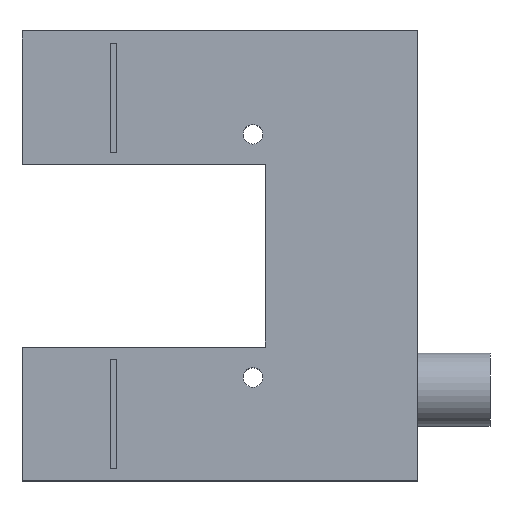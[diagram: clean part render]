
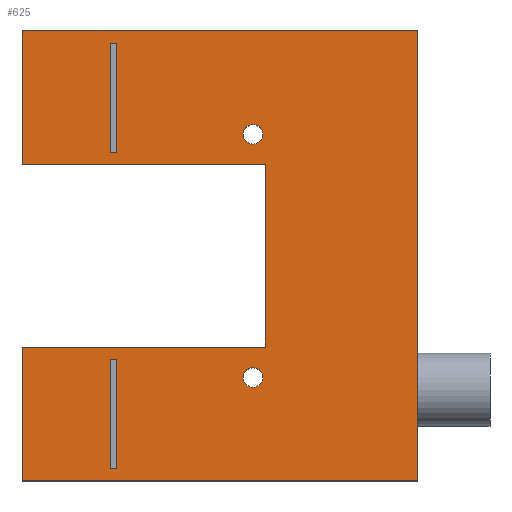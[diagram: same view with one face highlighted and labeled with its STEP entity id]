
A CAD part, top view. The second image highlights one B-rep face of the part: STEP entity #625.
In plain terms, the highlighted planar face has unit normal (0, 0, 1).
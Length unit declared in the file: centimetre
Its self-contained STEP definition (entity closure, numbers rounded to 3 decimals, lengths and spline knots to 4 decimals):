
#85=CIRCLE('',#660,0.1621);
#86=CIRCLE('',#661,0.1621);
#93=VERTEX_POINT('',#815);
#94=VERTEX_POINT('',#817);
#96=VERTEX_POINT('',#823);
#98=VERTEX_POINT('',#829);
#101=VERTEX_POINT('',#840);
#102=VERTEX_POINT('',#842);
#104=VERTEX_POINT('',#848);
#106=VERTEX_POINT('',#854);
#107=VERTEX_POINT('',#862);
#108=VERTEX_POINT('',#863);
#109=VERTEX_POINT('',#865);
#110=VERTEX_POINT('',#867);
#111=VERTEX_POINT('',#869);
#112=VERTEX_POINT('',#871);
#113=VERTEX_POINT('',#873);
#114=VERTEX_POINT('',#875);
#115=VERTEX_POINT('',#878);
#116=VERTEX_POINT('',#880);
#147=VECTOR('',#692,1.);
#150=VECTOR('',#696,1.);
#153=VECTOR('',#700,1.);
#156=VECTOR('',#704,1.);
#159=VECTOR('',#709,1.);
#162=VECTOR('',#713,1.);
#165=VECTOR('',#717,1.);
#168=VECTOR('',#721,1.);
#169=VECTOR('',#724,1.);
#170=VECTOR('',#725,1.);
#171=VECTOR('',#726,1.);
#172=VECTOR('',#727,1.);
#173=VECTOR('',#728,1.);
#174=VECTOR('',#729,1.);
#175=VECTOR('',#730,1.);
#176=VECTOR('',#731,1.);
#219=LINE('',#816,#147);
#222=LINE('',#822,#150);
#225=LINE('',#828,#153);
#228=LINE('',#833,#156);
#231=LINE('',#841,#159);
#234=LINE('',#847,#162);
#237=LINE('',#853,#165);
#240=LINE('',#858,#168);
#241=LINE('',#861,#169);
#242=LINE('',#864,#170);
#243=LINE('',#866,#171);
#244=LINE('',#868,#172);
#245=LINE('',#870,#173);
#246=LINE('',#872,#174);
#247=LINE('',#874,#175);
#248=LINE('',#876,#176);
#291=EDGE_CURVE('',#94,#93,#219,.T.);
#294=EDGE_CURVE('',#96,#94,#222,.T.);
#297=EDGE_CURVE('',#98,#96,#225,.T.);
#300=EDGE_CURVE('',#93,#98,#228,.T.);
#303=EDGE_CURVE('',#102,#101,#231,.T.);
#306=EDGE_CURVE('',#104,#102,#234,.T.);
#309=EDGE_CURVE('',#106,#104,#237,.T.);
#312=EDGE_CURVE('',#101,#106,#240,.T.);
#313=EDGE_CURVE('',#107,#108,#241,.T.);
#314=EDGE_CURVE('',#109,#107,#242,.T.);
#315=EDGE_CURVE('',#110,#109,#243,.T.);
#316=EDGE_CURVE('',#111,#110,#244,.T.);
#317=EDGE_CURVE('',#112,#111,#245,.T.);
#318=EDGE_CURVE('',#113,#112,#246,.T.);
#319=EDGE_CURVE('',#114,#113,#247,.T.);
#320=EDGE_CURVE('',#108,#114,#248,.T.);
#321=EDGE_CURVE('',#115,#115,#85,.T.);
#322=EDGE_CURVE('',#116,#116,#86,.T.);
#407=ORIENTED_EDGE('',*,*,#313,.F.);
#408=ORIENTED_EDGE('',*,*,#314,.F.);
#409=ORIENTED_EDGE('',*,*,#315,.F.);
#410=ORIENTED_EDGE('',*,*,#316,.F.);
#411=ORIENTED_EDGE('',*,*,#317,.F.);
#412=ORIENTED_EDGE('',*,*,#318,.F.);
#413=ORIENTED_EDGE('',*,*,#319,.F.);
#414=ORIENTED_EDGE('',*,*,#320,.F.);
#415=ORIENTED_EDGE('',*,*,#321,.T.);
#416=ORIENTED_EDGE('',*,*,#322,.T.);
#417=ORIENTED_EDGE('',*,*,#303,.T.);
#418=ORIENTED_EDGE('',*,*,#312,.T.);
#419=ORIENTED_EDGE('',*,*,#309,.T.);
#420=ORIENTED_EDGE('',*,*,#306,.T.);
#421=ORIENTED_EDGE('',*,*,#291,.T.);
#422=ORIENTED_EDGE('',*,*,#300,.T.);
#423=ORIENTED_EDGE('',*,*,#297,.T.);
#424=ORIENTED_EDGE('',*,*,#294,.T.);
#533=EDGE_LOOP('',(#407,#408,#409,#410,#411,#412,#413,#414));
#534=EDGE_LOOP('',(#415));
#535=EDGE_LOOP('',(#416));
#536=EDGE_LOOP('',(#417,#418,#419,#420));
#537=EDGE_LOOP('',(#421,#422,#423,#424));
#579=FACE_BOUND('',#533,.T.);
#580=FACE_BOUND('',#534,.T.);
#581=FACE_BOUND('',#535,.T.);
#582=FACE_BOUND('',#536,.T.);
#583=FACE_BOUND('',#537,.T.);
#625=ADVANCED_FACE('',(#579,#580,#581,#582,#583),#986,.T.);
#659=AXIS2_PLACEMENT_3D('',#860,#723,$);
#660=AXIS2_PLACEMENT_3D('',#877,#732,#733);
#661=AXIS2_PLACEMENT_3D('',#879,#734,#735);
#692=DIRECTION('',(1.,0.,0.));
#696=DIRECTION('',(0.,1.,0.));
#700=DIRECTION('',(-1.,0.,0.));
#704=DIRECTION('',(0.,-1.,0.));
#709=DIRECTION('',(-1.,0.,0.));
#713=DIRECTION('',(0.,-1.,0.));
#717=DIRECTION('',(1.,0.,0.));
#721=DIRECTION('',(0.,1.,0.));
#723=DIRECTION('',(0.,0.,1.));
#724=DIRECTION('',(0.,1.,0.));
#725=DIRECTION('',(-1.,0.,0.));
#726=DIRECTION('',(0.,-1.,0.));
#727=DIRECTION('',(1.,0.,0.));
#728=DIRECTION('',(0.,1.,0.));
#729=DIRECTION('',(-1.,0.,0.));
#730=DIRECTION('',(0.,1.,0.));
#731=DIRECTION('',(1.,0.,0.));
#732=DIRECTION('',(0.,0.,-1.));
#733=DIRECTION('',(0.,0.162,0.));
#734=DIRECTION('',(0.,0.,-1.));
#735=DIRECTION('',(0.,0.162,0.));
#815=CARTESIAN_POINT('',(1.55,2.,3.));
#816=CARTESIAN_POINT('',(2.4029,2.,3.));
#817=CARTESIAN_POINT('',(1.45,2.,3.));
#822=CARTESIAN_POINT('',(1.45,2.4,3.));
#823=CARTESIAN_POINT('',(1.45,0.2,3.));
#828=CARTESIAN_POINT('',(2.4029,0.2,3.));
#829=CARTESIAN_POINT('',(1.55,0.2,3.));
#833=CARTESIAN_POINT('',(1.55,2.4,3.));
#840=CARTESIAN_POINT('',(1.45,5.4,3.));
#841=CARTESIAN_POINT('',(2.4029,5.4,3.));
#842=CARTESIAN_POINT('',(1.55,5.4,3.));
#847=CARTESIAN_POINT('',(1.55,5.,3.));
#848=CARTESIAN_POINT('',(1.55,7.2,3.));
#853=CARTESIAN_POINT('',(2.4029,7.2,3.));
#854=CARTESIAN_POINT('',(1.45,7.2,3.));
#858=CARTESIAN_POINT('',(1.45,5.,3.));
#860=CARTESIAN_POINT('',(3.3059,3.7,3.));
#861=CARTESIAN_POINT('',(0.,2.2,3.));
#862=CARTESIAN_POINT('',(0.,0.,3.));
#863=CARTESIAN_POINT('',(0.,2.2,3.));
#864=CARTESIAN_POINT('',(0.,0.,3.));
#865=CARTESIAN_POINT('',(6.5,0.,3.));
#866=CARTESIAN_POINT('',(6.5,0.,3.));
#867=CARTESIAN_POINT('',(6.5,7.4,3.));
#868=CARTESIAN_POINT('',(6.5,7.4,3.));
#869=CARTESIAN_POINT('',(0.,7.4,3.));
#870=CARTESIAN_POINT('',(0.,7.4,3.));
#871=CARTESIAN_POINT('',(0.,5.2,3.));
#872=CARTESIAN_POINT('',(0.,5.2,3.));
#873=CARTESIAN_POINT('',(4.,5.2,3.));
#874=CARTESIAN_POINT('',(4.,5.2,3.));
#875=CARTESIAN_POINT('',(4.,2.2,3.));
#876=CARTESIAN_POINT('',(4.,2.2,3.));
#877=CARTESIAN_POINT('',(3.8,5.7,3.));
#878=CARTESIAN_POINT('',(3.8,5.8621,3.));
#879=CARTESIAN_POINT('',(3.8,1.7,3.));
#880=CARTESIAN_POINT('',(3.8,1.8621,3.));
#986=PLANE('',#659);
